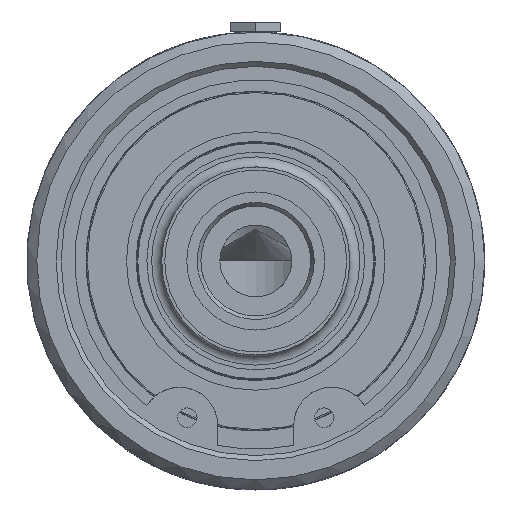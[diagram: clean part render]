
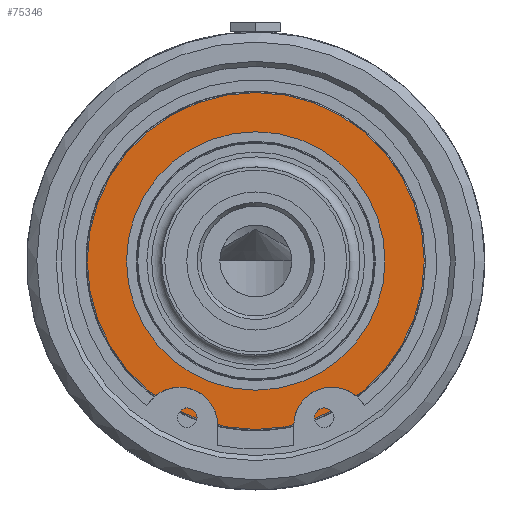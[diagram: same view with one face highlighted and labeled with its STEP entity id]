
A CAD part, left-side view. The second image highlights one B-rep face of the part: STEP entity #75346.
In plain terms, the highlighted planar face has unit normal (-1, 0, 0).
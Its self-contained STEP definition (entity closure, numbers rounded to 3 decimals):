
#75312=CARTESIAN_POINT('',(-81.388,-20.6,0.));
#75313=VERTEX_POINT('',#75312);
#75314=CARTESIAN_POINT('',(-81.388,0.,0.));
#75315=DIRECTION('',(1.0,0.0,0.0));
#75316=DIRECTION('',(0.0,-1.0,0.0));
#75317=AXIS2_PLACEMENT_3D('',#75314,#75315,#75316);
#75318=CIRCLE('',#75317,20.6);
#75319=EDGE_CURVE('',#75313,#75313,#75318,.T.);
#75327=CARTESIAN_POINT('',(-81.388,-23.725,0.));
#75328=DIRECTION('',(-1.0,0.0,0.0));
#75329=DIRECTION('',(0.0,1.0,0.0));
#75330=AXIS2_PLACEMENT_3D('',#75327,#75328,#75329);
#75331=PLANE('',#75330);
#75332=CARTESIAN_POINT('',(-81.388,-26.85,0.));
#75333=VERTEX_POINT('',#75332);
#75334=CARTESIAN_POINT('',(-81.388,0.,0.));
#75335=DIRECTION('',(1.0,0.0,0.0));
#75336=DIRECTION('',(0.0,-1.0,0.0));
#75337=AXIS2_PLACEMENT_3D('',#75334,#75335,#75336);
#75338=CIRCLE('',#75337,26.85);
#75339=EDGE_CURVE('',#75333,#75333,#75338,.T.);
#75340=ORIENTED_EDGE('',*,*,#75339,.F.);
#75341=EDGE_LOOP('',(#75340));
#75342=FACE_OUTER_BOUND('',#75341,.T.);
#75343=ORIENTED_EDGE('',*,*,#75319,.T.);
#75344=EDGE_LOOP('',(#75343));
#75345=FACE_BOUND('',#75344,.T.);
#75346=ADVANCED_FACE('',(#75342,#75345),#75331,.T.);
